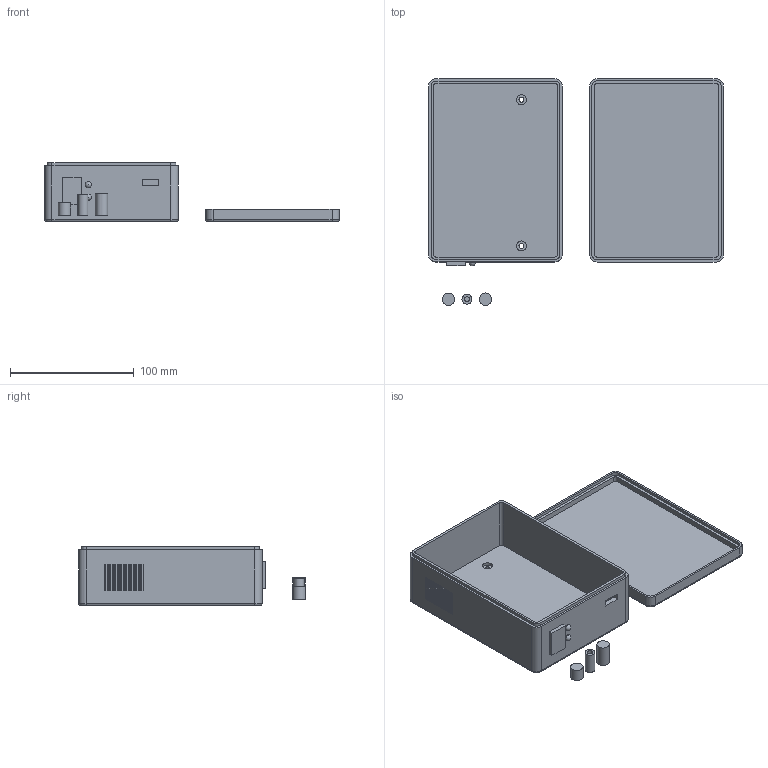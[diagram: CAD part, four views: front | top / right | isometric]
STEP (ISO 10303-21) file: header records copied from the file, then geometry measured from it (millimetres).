
FILE_DESCRIPTION(/* description */ (''),/* implementation_level */ '2;1');
FILE_NAME(/* name */ 'Caixa_IEB v5.step',/* time_stamp */ '2024-10-22T14:46:41-03:00',/* author */ (''),/* organization */ (''),/* preprocessor_version */ 'ST-DEVELOPER v20',/* originating_system */ 'Autodesk Translation Framework v13.20.0.188',/* authorisation */ '');
FILE_SCHEMA (('AUTOMOTIVE_DESIGN { 1 0 10303 214 3 1 1 }'));
Length unit declared in the file: millimetre
Products named in the file (4): Caixa_IEB; Component1; Component2; Component3
Assembly tree (3 placements, depth 2):
  Caixa_IEB
    Component1
    Component2
    Component3
Bounding box: 238 x 183 x 47.5 mm (x, y, z)
Volume: 219538.5 mm3; surface area: 120705.9 mm2
Topology: 8 solids, 8 shells, 183 faces, 458 edges, 300 vertices
Faces by surface type: plane 125, cylinder 48, torus 8, sphere 2
Full cylindrical faces by diameter (mm): 4 x3, 5 x4, 8 x3, 10 x2, 10.3 x4
Entity records: 5652 total; most frequent: CARTESIAN_POINT 946, DIRECTION 944, ORIENTED_EDGE 912, EDGE_CURVE 456, LINE 348, VECTOR 348, VERTEX_POINT 300, AXIS2_PLACEMENT_3D 298
